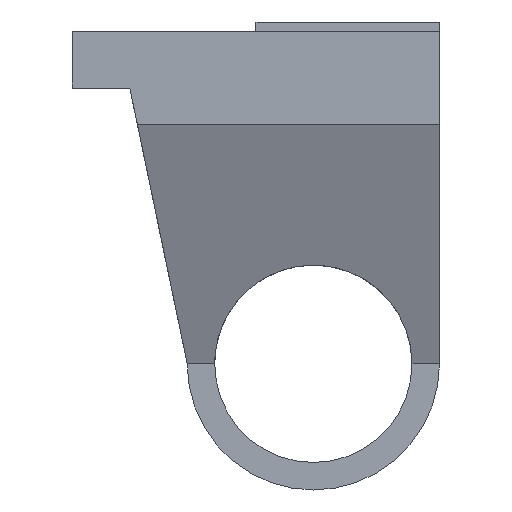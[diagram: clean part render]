
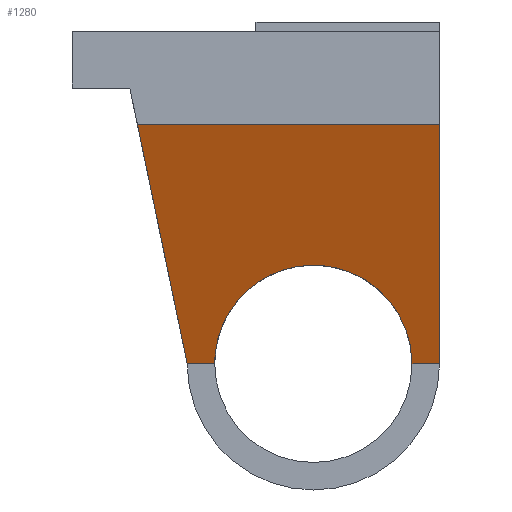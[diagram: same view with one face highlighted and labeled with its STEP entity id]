
A CAD part, left-side view. The second image highlights one B-rep face of the part: STEP entity #1280.
In plain terms, the highlighted planar face has unit normal (-0.934, 0, -0.358).
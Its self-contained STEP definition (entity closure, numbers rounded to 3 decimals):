
#9 = CARTESIAN_POINT ( 'NONE',  ( -2.417, 3., -4.953 ) ) ;
#12 = CARTESIAN_POINT ( 'NONE',  ( -4.127, 13.75, -0.5 ) ) ;
#19 = CARTESIAN_POINT ( 'NONE',  ( -4.127, 20.047, -0.5 ) ) ;
#27 = CARTESIAN_POINT ( 'NONE',  ( 0., 24.5, -11.25 ) ) ;
#38 = EDGE_CURVE ( 'NONE', #414, #52, #205, .T. ) ;
#50 = DIRECTION ( 'NONE',  ( -0.352, 0.191, 0.916 ) ) ;
#52 = VERTEX_POINT ( 'NONE', #327 ) ;
#54 = EDGE_CURVE ( 'NONE', #217, #550, #175, .T. ) ;
#109 = ORIENTED_EDGE ( 'NONE', *, *, #994, .F. ) ;
#147 = CARTESIAN_POINT ( 'NONE',  ( 0., 3., -11.25 ) ) ;
#175 =( BOUNDED_CURVE ( )  B_SPLINE_CURVE ( 3, ( #147, #9, #595, #679 ),
 .UNSPECIFIED., .F., .T. ) 
 B_SPLINE_CURVE_WITH_KNOTS ( ( 4, 4 ),
 ( 1.571, 3.142 ),
 .UNSPECIFIED. ) 
 CURVE ( )  GEOMETRIC_REPRESENTATION_ITEM ( )  RATIONAL_B_SPLINE_CURVE ( ( 1., 0.805, 0.805, 1. ) ) 
 REPRESENTATION_ITEM ( '' )  );
#203 = EDGE_CURVE ( 'NONE', #997, #895, #1276, .T. ) ;
#205 = LINE ( 'NONE', #658, #423 ) ;
#217 = VERTEX_POINT ( 'NONE', #264 ) ;
#264 = CARTESIAN_POINT ( 'NONE',  ( 0., 3., -11.25 ) ) ;
#279 = CARTESIAN_POINT ( 'NONE',  ( 0., 40.001, -11.25 ) ) ;
#302 = DIRECTION ( 'NONE',  ( 0., -1., 0. ) ) ;
#305 = CARTESIAN_POINT ( 'NONE',  ( -3.764, 0., -1.445 ) ) ;
#327 = CARTESIAN_POINT ( 'NONE',  ( -10., 0., 14.8 ) ) ;
#352 = CARTESIAN_POINT ( 'NONE',  ( 0., 27.5, -11.25 ) ) ;
#356 = ORIENTED_EDGE ( 'NONE', *, *, #1257, .T. ) ;
#375 = VECTOR ( 'NONE', #302, 1000. ) ;
#380 = EDGE_CURVE ( 'NONE', #52, #753, #1202, .T. ) ;
#414 = VERTEX_POINT ( 'NONE', #1325 ) ;
#423 = VECTOR ( 'NONE', #544, 1000. ) ;
#455 = CARTESIAN_POINT ( 'NONE',  ( -4.127, 13.75, -0.5 ) ) ;
#462 = CARTESIAN_POINT ( 'NONE',  ( -2.417, 24.5, -4.953 ) ) ;
#503 = ORIENTED_EDGE ( 'NONE', *, *, #1373, .F. ) ;
#544 = DIRECTION ( 'NONE',  ( 0., -1., 0. ) ) ;
#550 = VERTEX_POINT ( 'NONE', #455 ) ;
#594 = FACE_OUTER_BOUND ( 'NONE', #1344, .T. ) ;
#595 = CARTESIAN_POINT ( 'NONE',  ( -4.127, 7.453, -0.5 ) ) ;
#658 = CARTESIAN_POINT ( 'NONE',  ( -10., 40.001, 14.8 ) ) ;
#679 = CARTESIAN_POINT ( 'NONE',  ( -4.127, 13.75, -0.5 ) ) ;
#713 = DIRECTION ( 'NONE',  ( -0.934, 0., -0.358 ) ) ;
#746 = CARTESIAN_POINT ( 'NONE',  ( 0., 0., -11.25 ) ) ;
#753 = VERTEX_POINT ( 'NONE', #746 ) ;
#805 = AXIS2_PLACEMENT_3D ( 'NONE', #931, #713, #1077 ) ;
#895 = VERTEX_POINT ( 'NONE', #27 ) ;
#931 = CARTESIAN_POINT ( 'NONE',  ( -3.764, 40.001, -1.445 ) ) ;
#957 = VECTOR ( 'NONE', #1112, 1000. ) ;
#994 = EDGE_CURVE ( 'NONE', #550, #895, #1233, .T. ) ;
#997 = VERTEX_POINT ( 'NONE', #352 ) ;
#1002 = ORIENTED_EDGE ( 'NONE', *, *, #54, .F. ) ;
#1053 = CARTESIAN_POINT ( 'NONE',  ( -4.466, 29.919, 0.383 ) ) ;
#1068 = VECTOR ( 'NONE', #1073, 1000. ) ;
#1073 = DIRECTION ( 'NONE',  ( 0., -1., 0. ) ) ;
#1077 = DIRECTION ( 'NONE',  ( -0.358, 0., 0.934 ) ) ;
#1085 = PLANE ( 'NONE',  #805 ) ;
#1092 = ORIENTED_EDGE ( 'NONE', *, *, #203, .T. ) ;
#1112 = DIRECTION ( 'NONE',  ( 0.358, 0., -0.934 ) ) ;
#1156 = LINE ( 'NONE', #1387, #375 ) ;
#1202 = LINE ( 'NONE', #305, #957 ) ;
#1233 =( BOUNDED_CURVE ( )  B_SPLINE_CURVE ( 3, ( #12, #19, #462, #1359 ),
 .UNSPECIFIED., .F., .T. ) 
 B_SPLINE_CURVE_WITH_KNOTS ( ( 4, 4 ),
 ( 3.142, 4.712 ),
 .UNSPECIFIED. ) 
 CURVE ( )  GEOMETRIC_REPRESENTATION_ITEM ( )  RATIONAL_B_SPLINE_CURVE ( ( 1., 0.805, 0.805, 1. ) ) 
 REPRESENTATION_ITEM ( '' )  );
#1257 = EDGE_CURVE ( 'NONE', #217, #753, #1156, .T. ) ;
#1276 = LINE ( 'NONE', #279, #1068 ) ;
#1280 = ADVANCED_FACE ( 'NONE', ( #594 ), #1085, .T. ) ;
#1325 = CARTESIAN_POINT ( 'NONE',  ( -10., 32.918, 14.8 ) ) ;
#1327 = ORIENTED_EDGE ( 'NONE', *, *, #38, .F. ) ;
#1337 = ORIENTED_EDGE ( 'NONE', *, *, #380, .F. ) ;
#1344 = EDGE_LOOP ( 'NONE', ( #356, #1337, #1327, #503, #1092, #109, #1002 ) ) ;
#1359 = CARTESIAN_POINT ( 'NONE',  ( 0., 24.5, -11.25 ) ) ;
#1373 = EDGE_CURVE ( 'NONE', #997, #414, #1430, .T. ) ;
#1387 = CARTESIAN_POINT ( 'NONE',  ( 0., 40.001, -11.25 ) ) ;
#1402 = VECTOR ( 'NONE', #50, 1000. ) ;
#1430 = LINE ( 'NONE', #1053, #1402 ) ;
